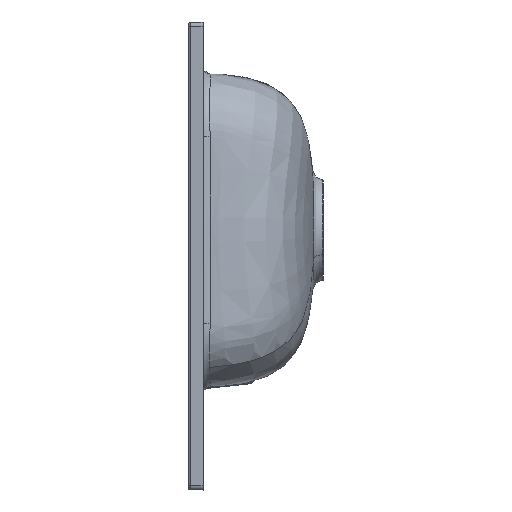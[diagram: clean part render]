
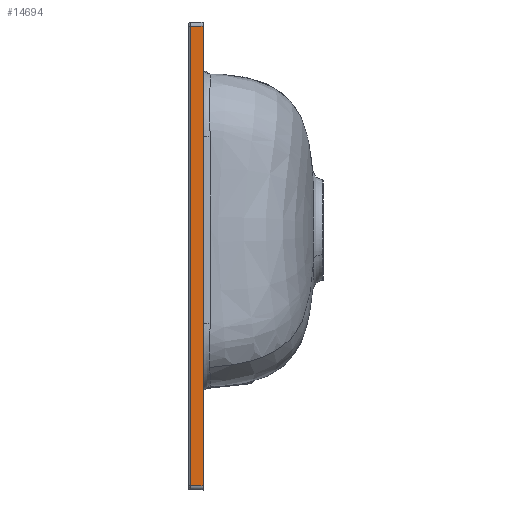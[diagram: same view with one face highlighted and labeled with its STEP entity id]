
A CAD part, left-side view. The second image highlights one B-rep face of the part: STEP entity #14694.
In plain terms, the highlighted planar face has unit normal (-0.999, 0.035, 0).
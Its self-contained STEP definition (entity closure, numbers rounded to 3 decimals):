
#995 = CARTESIAN_POINT ( 'NONE',  ( -400.489, -14., 225. ) ) ;
#1905 = CARTESIAN_POINT ( 'NONE',  ( -400.067, -1.93, 221.07 ) ) ;
#2158 = VECTOR ( 'NONE', #24674, 1000. ) ;
#2743 = EDGE_LOOP ( 'NONE', ( #14099, #8292, #7165, #23576 ) ) ;
#2955 = DIRECTION ( 'NONE',  ( 0., 0., 1. ) ) ;
#4163 = VERTEX_POINT ( 'NONE', #1905 ) ;
#4721 = EDGE_CURVE ( 'NONE', #6601, #4163, #23303, .T. ) ;
#5494 = VERTEX_POINT ( 'NONE', #9346 ) ;
#6601 = VERTEX_POINT ( 'NONE', #7440 ) ;
#7165 = ORIENTED_EDGE ( 'NONE', *, *, #4721, .T. ) ;
#7440 = CARTESIAN_POINT ( 'NONE',  ( -400.489, -14., 221.491 ) ) ;
#7535 = EDGE_CURVE ( 'NONE', #5494, #26358, #22316, .T. ) ;
#7908 = CARTESIAN_POINT ( 'NONE',  ( -400., 0., 225. ) ) ;
#8292 = ORIENTED_EDGE ( 'NONE', *, *, #25201, .T. ) ;
#8725 = AXIS2_PLACEMENT_3D ( 'NONE', #7908, #18856, #23407 ) ;
#8974 = CARTESIAN_POINT ( 'NONE',  ( -400.005, -0.139, 221.007 ) ) ;
#9346 = CARTESIAN_POINT ( 'NONE',  ( -400.067, -1.93, -221.036 ) ) ;
#11067 = VECTOR ( 'NONE', #11286, 1000. ) ;
#11286 = DIRECTION ( 'NONE',  ( 0., 0., -1. ) ) ;
#12371 = DIRECTION ( 'NONE',  ( -0.035, -0.999, -0.017 ) ) ;
#12743 = VECTOR ( 'NONE', #2955, 1000. ) ;
#13078 = LINE ( 'NONE', #995, #12743 ) ;
#13710 = CARTESIAN_POINT ( 'NONE',  ( -400.067, -1.93, -221.002 ) ) ;
#14082 = EDGE_CURVE ( 'NONE', #4163, #5494, #20092, .T. ) ;
#14099 = ORIENTED_EDGE ( 'NONE', *, *, #7535, .T. ) ;
#14694 = ADVANCED_FACE ( 'NONE', ( #26657 ), #18957, .T. ) ;
#15451 = CARTESIAN_POINT ( 'NONE',  ( -400.489, -14., -221.246 ) ) ;
#16746 = CARTESIAN_POINT ( 'NONE',  ( -399.729, 7.773, -220.866 ) ) ;
#17133 = VECTOR ( 'NONE', #12371, 1000. ) ;
#18856 = DIRECTION ( 'NONE',  ( -0.999, 0.035, 0. ) ) ;
#18957 = PLANE ( 'NONE',  #8725 ) ;
#20092 = LINE ( 'NONE', #13710, #11067 ) ;
#22316 = LINE ( 'NONE', #16746, #17133 ) ;
#23303 = LINE ( 'NONE', #8974, #2158 ) ;
#23407 = DIRECTION ( 'NONE',  ( -0.035, -0.999, 0. ) ) ;
#23576 = ORIENTED_EDGE ( 'NONE', *, *, #14082, .T. ) ;
#24674 = DIRECTION ( 'NONE',  ( 0.035, 0.999, -0.035 ) ) ;
#25201 = EDGE_CURVE ( 'NONE', #26358, #6601, #13078, .T. ) ;
#26358 = VERTEX_POINT ( 'NONE', #15451 ) ;
#26657 = FACE_OUTER_BOUND ( 'NONE', #2743, .T. ) ;
